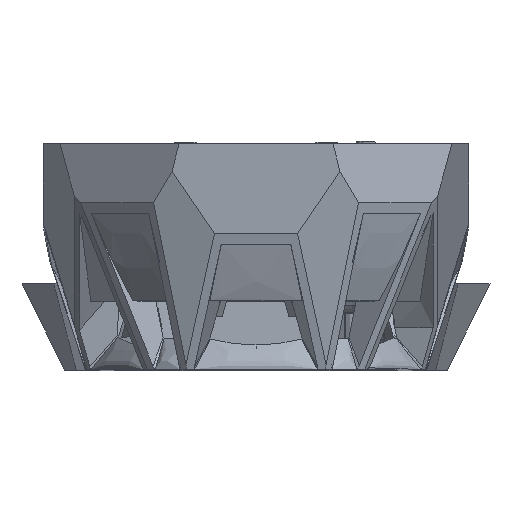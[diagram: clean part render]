
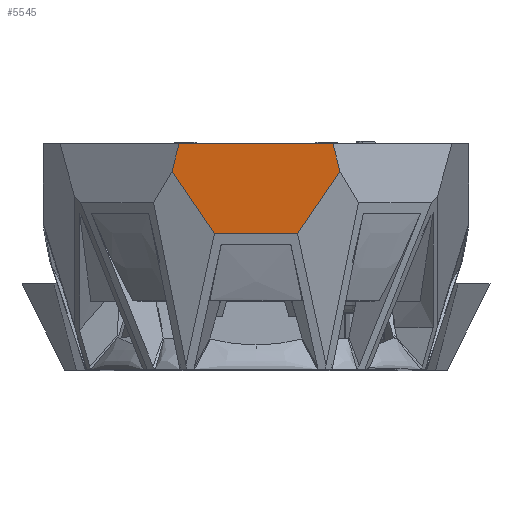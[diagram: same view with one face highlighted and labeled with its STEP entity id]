
A CAD part, top view. The second image highlights one B-rep face of the part: STEP entity #5545.
In plain terms, the highlighted planar face has unit normal (0, -0.087, 0.996).
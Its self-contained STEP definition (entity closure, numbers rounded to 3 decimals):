
#3979 = VECTOR ( 'NONE', #26009, 1000. ) ;
#5041 = DIRECTION ( 'NONE',  ( 0., -0.087, 0.996 ) ) ;
#5045 = VERTEX_POINT ( 'NONE', #60152 ) ;
#5545 = ADVANCED_FACE ( 'NONE', ( #71614 ), #79409, .T. ) ;
#10196 = EDGE_CURVE ( 'NONE', #40419, #5045, #75631, .T. ) ;
#10558 = AXIS2_PLACEMENT_3D ( 'NONE', #45693, #5041, #78534 ) ;
#13565 = EDGE_CURVE ( 'NONE', #30200, #40419, #75389, .T. ) ;
#15277 = VECTOR ( 'NONE', #15890, 1000. ) ;
#15890 = DIRECTION ( 'NONE',  ( -1., 0., 0. ) ) ;
#17661 = VERTEX_POINT ( 'NONE', #42501 ) ;
#18445 = CARTESIAN_POINT ( 'NONE',  ( 11.675, -12.093, 128.829 ) ) ;
#26009 = DIRECTION ( 'NONE',  ( 0.24, 0.967, 0.085 ) ) ;
#27730 = VECTOR ( 'NONE', #42333, 1000. ) ;
#28708 = CARTESIAN_POINT ( 'NONE',  ( 11.675, -12.093, 128.829 ) ) ;
#30200 = VERTEX_POINT ( 'NONE', #72579 ) ;
#30278 = EDGE_CURVE ( 'NONE', #17661, #62278, #49595, .T. ) ;
#30459 = EDGE_CURVE ( 'NONE', #30200, #17661, #31419, .T. ) ;
#31419 = LINE ( 'NONE', #18445, #82787 ) ;
#33453 = CARTESIAN_POINT ( 'NONE',  ( -11.675, -12.093, 128.829 ) ) ;
#36038 = DIRECTION ( 'NONE',  ( -0.561, -0.824, -0.072 ) ) ;
#39324 = ORIENTED_EDGE ( 'NONE', *, *, #30278, .T. ) ;
#40419 = VERTEX_POINT ( 'NONE', #84645 ) ;
#42333 = DIRECTION ( 'NONE',  ( -1., 0., 0. ) ) ;
#42501 = CARTESIAN_POINT ( 'NONE',  ( 10.711, -8.2, 129.17 ) ) ;
#42693 = ORIENTED_EDGE ( 'NONE', *, *, #10196, .F. ) ;
#45693 = CARTESIAN_POINT ( 'NONE',  ( 0., -13.978, 128.664 ) ) ;
#49595 = LINE ( 'NONE', #68214, #15277 ) ;
#55176 = EDGE_CURVE ( 'NONE', #57638, #5045, #58088, .T. ) ;
#55585 = EDGE_CURVE ( 'NONE', #57638, #62278, #71408, .T. ) ;
#55620 = VECTOR ( 'NONE', #79285, 1000. ) ;
#56233 = ORIENTED_EDGE ( 'NONE', *, *, #30459, .T. ) ;
#57638 = VERTEX_POINT ( 'NONE', #33453 ) ;
#58088 = LINE ( 'NONE', #84487, #55620 ) ;
#58431 = CARTESIAN_POINT ( 'NONE',  ( -11.675, -12.093, 128.829 ) ) ;
#60152 = CARTESIAN_POINT ( 'NONE',  ( -5.779, -20.75, 128.072 ) ) ;
#62278 = VERTEX_POINT ( 'NONE', #80085 ) ;
#67571 = VECTOR ( 'NONE', #36038, 1000. ) ;
#68214 = CARTESIAN_POINT ( 'NONE',  ( -14.701, -8.2, 129.17 ) ) ;
#71408 = LINE ( 'NONE', #58431, #3979 ) ;
#71614 = FACE_OUTER_BOUND ( 'NONE', #75848, .T. ) ;
#72579 = CARTESIAN_POINT ( 'NONE',  ( 11.675, -12.093, 128.829 ) ) ;
#74226 = ORIENTED_EDGE ( 'NONE', *, *, #55176, .T. ) ;
#75217 = CARTESIAN_POINT ( 'NONE',  ( 0., -20.75, 128.072 ) ) ;
#75389 = LINE ( 'NONE', #28708, #67571 ) ;
#75631 = LINE ( 'NONE', #75217, #27730 ) ;
#75640 = ORIENTED_EDGE ( 'NONE', *, *, #55585, .F. ) ;
#75848 = EDGE_LOOP ( 'NONE', ( #83579, #56233, #39324, #75640, #74226, #42693 ) ) ;
#78534 = DIRECTION ( 'NONE',  ( 0., -0.996, -0.087 ) ) ;
#79285 = DIRECTION ( 'NONE',  ( 0.561, -0.824, -0.072 ) ) ;
#79409 = PLANE ( 'NONE',  #10558 ) ;
#80085 = CARTESIAN_POINT ( 'NONE',  ( -10.711, -8.2, 129.17 ) ) ;
#82787 = VECTOR ( 'NONE', #83319, 1000. ) ;
#83319 = DIRECTION ( 'NONE',  ( -0.24, 0.967, 0.085 ) ) ;
#83579 = ORIENTED_EDGE ( 'NONE', *, *, #13565, .F. ) ;
#84487 = CARTESIAN_POINT ( 'NONE',  ( -11.675, -12.093, 128.829 ) ) ;
#84645 = CARTESIAN_POINT ( 'NONE',  ( 5.779, -20.75, 128.072 ) ) ;
